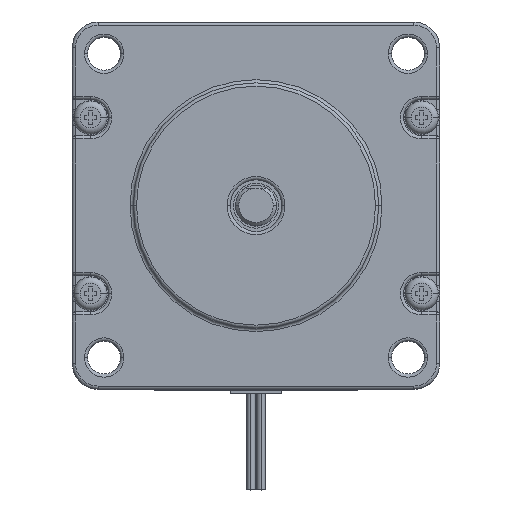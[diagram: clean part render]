
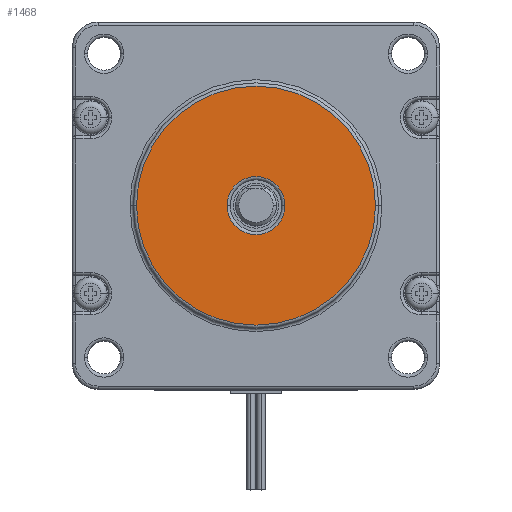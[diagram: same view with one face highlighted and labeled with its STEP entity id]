
A CAD part, top view. The second image highlights one B-rep face of the part: STEP entity #1468.
In plain terms, the highlighted planar face has unit normal (0, 0, 1).
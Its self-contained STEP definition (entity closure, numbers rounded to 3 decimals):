
#270 = AXIS2_PLACEMENT_3D ( 'NONE', #8659, #6420, #14148 ) ;
#956 = PLANE ( 'NONE',  #270 ) ;
#1303 = EDGE_CURVE ( 'NONE', #8616, #7428, #12786, .T. ) ;
#1468 = ADVANCED_FACE ( 'NONE', ( #5012, #2075 ), #956, .T. ) ;
#1985 = CIRCLE ( 'NONE', #5255, 4.5 ) ;
#2075 = FACE_OUTER_BOUND ( 'NONE', #6129, .T. ) ;
#2112 = EDGE_CURVE ( 'NONE', #9433, #4258, #10682, .T. ) ;
#2228 = AXIS2_PLACEMENT_3D ( 'NONE', #11437, #10314, #2608 ) ;
#2608 = DIRECTION ( 'NONE',  ( 1., 0., 0. ) ) ;
#2646 = ORIENTED_EDGE ( 'NONE', *, *, #10043, .T. ) ;
#3825 = ORIENTED_EDGE ( 'NONE', *, *, #1303, .T. ) ;
#3872 = CARTESIAN_POINT ( 'NONE',  ( -18.55, 0., 77.6 ) ) ;
#4258 = VERTEX_POINT ( 'NONE', #7173 ) ;
#4355 = CARTESIAN_POINT ( 'NONE',  ( 18.55, 0., 77.6 ) ) ;
#5012 = FACE_BOUND ( 'NONE', #11432, .T. ) ;
#5255 = AXIS2_PLACEMENT_3D ( 'NONE', #5404, #9728, #13094 ) ;
#5404 = CARTESIAN_POINT ( 'NONE',  ( 0., 0., 77.6 ) ) ;
#5659 = AXIS2_PLACEMENT_3D ( 'NONE', #12696, #13822, #11631 ) ;
#6129 = EDGE_LOOP ( 'NONE', ( #7105, #3825 ) ) ;
#6420 = DIRECTION ( 'NONE',  ( 0., 0., 1. ) ) ;
#6451 = CARTESIAN_POINT ( 'NONE',  ( 0., 0., 77.6 ) ) ;
#7105 = ORIENTED_EDGE ( 'NONE', *, *, #13127, .T. ) ;
#7173 = CARTESIAN_POINT ( 'NONE',  ( 4.5, 0., 77.6 ) ) ;
#7428 = VERTEX_POINT ( 'NONE', #4355 ) ;
#7562 = DIRECTION ( 'NONE',  ( 0., 0., -1. ) ) ;
#8059 = AXIS2_PLACEMENT_3D ( 'NONE', #6451, #7562, #8642 ) ;
#8490 = ORIENTED_EDGE ( 'NONE', *, *, #2112, .T. ) ;
#8616 = VERTEX_POINT ( 'NONE', #3872 ) ;
#8642 = DIRECTION ( 'NONE',  ( 1., 0., 0. ) ) ;
#8659 = CARTESIAN_POINT ( 'NONE',  ( 0., 0., 77.6 ) ) ;
#9433 = VERTEX_POINT ( 'NONE', #13607 ) ;
#9728 = DIRECTION ( 'NONE',  ( 0., 0., -1. ) ) ;
#10043 = EDGE_CURVE ( 'NONE', #4258, #9433, #1985, .T. ) ;
#10314 = DIRECTION ( 'NONE',  ( 0., 0., 1. ) ) ;
#10398 = CIRCLE ( 'NONE', #2228, 18.55 ) ;
#10682 = CIRCLE ( 'NONE', #8059, 4.5 ) ;
#11432 = EDGE_LOOP ( 'NONE', ( #2646, #8490 ) ) ;
#11437 = CARTESIAN_POINT ( 'NONE',  ( 0., 0., 77.6 ) ) ;
#11631 = DIRECTION ( 'NONE',  ( 1., 0., 0. ) ) ;
#12696 = CARTESIAN_POINT ( 'NONE',  ( 0., 0., 77.6 ) ) ;
#12786 = CIRCLE ( 'NONE', #5659, 18.55 ) ;
#13094 = DIRECTION ( 'NONE',  ( 1., 0., 0. ) ) ;
#13127 = EDGE_CURVE ( 'NONE', #7428, #8616, #10398, .T. ) ;
#13607 = CARTESIAN_POINT ( 'NONE',  ( -4.5, 0., 77.6 ) ) ;
#13822 = DIRECTION ( 'NONE',  ( 0., 0., 1. ) ) ;
#14148 = DIRECTION ( 'NONE',  ( 1., 0., 0. ) ) ;
